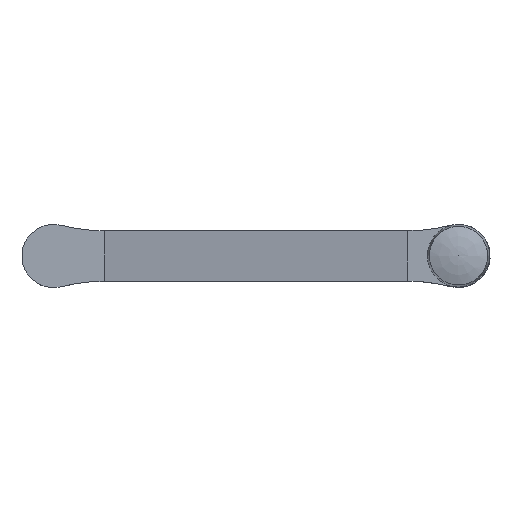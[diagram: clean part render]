
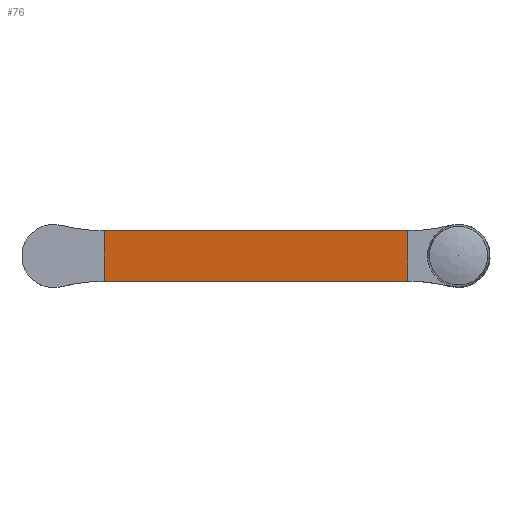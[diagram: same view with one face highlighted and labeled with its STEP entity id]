
A CAD part, top view. The second image highlights one B-rep face of the part: STEP entity #76.
In plain terms, the highlighted planar face has unit normal (-0.164, 0, 0.986).
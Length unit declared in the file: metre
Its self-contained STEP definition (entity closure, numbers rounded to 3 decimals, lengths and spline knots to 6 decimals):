
#76 = ADVANCED_FACE( '', ( #155 ), #156, .T. );
#155 = FACE_OUTER_BOUND( '', #263, .T. );
#156 = PLANE( '', #264 );
#263 = EDGE_LOOP( '', ( #390, #391, #392, #393 ) );
#264 = AXIS2_PLACEMENT_3D( '', #394, #395, #396 );
#390 = ORIENTED_EDGE( '', *, *, #462, .T. );
#391 = ORIENTED_EDGE( '', *, *, #429, .T. );
#392 = ORIENTED_EDGE( '', *, *, #456, .F. );
#393 = ORIENTED_EDGE( '', *, *, #472, .F. );
#394 = CARTESIAN_POINT( '', ( 0.606228, -3.368237, 0.135102 ) );
#395 = DIRECTION( '', ( -0.164, 0., 0.986 ) );
#396 = DIRECTION( '', ( 0.986, 0., 0.164 ) );
#429 = EDGE_CURVE( '', #490, #487, #491, .T. );
#456 = EDGE_CURVE( '', #529, #487, #530, .T. );
#462 = EDGE_CURVE( '', #496, #490, #536, .T. );
#472 = EDGE_CURVE( '', #496, #529, #548, .T. );
#487 = VERTEX_POINT( '', #564 );
#490 = VERTEX_POINT( '', #567 );
#491 = LINE( '', #568, #569 );
#496 = VERTEX_POINT( '', #574 );
#529 = VERTEX_POINT( '', #613 );
#530 = LINE( '', #614, #615 );
#536 = LINE( '', #625, #626 );
#548 = LINE( '', #639, #640 );
#564 = CARTESIAN_POINT( '', ( 0.453828, -3.380937, 0.109702 ) );
#567 = CARTESIAN_POINT( '', ( 0.453828, -3.355537, 0.109702 ) );
#568 = CARTESIAN_POINT( '', ( 0.453828, -3.368237, 0.109702 ) );
#569 = VECTOR( '', #658, 1. );
#574 = CARTESIAN_POINT( '', ( 0.606228, -3.355537, 0.135102 ) );
#613 = CARTESIAN_POINT( '', ( 0.606228, -3.380937, 0.135102 ) );
#614 = CARTESIAN_POINT( '', ( 0.606228, -3.380937, 0.135102 ) );
#615 = VECTOR( '', #698, 1. );
#625 = CARTESIAN_POINT( '', ( 0.606228, -3.355537, 0.135102 ) );
#626 = VECTOR( '', #703, 1. );
#639 = CARTESIAN_POINT( '', ( 0.606228, -3.368237, 0.135102 ) );
#640 = VECTOR( '', #711, 1. );
#658 = DIRECTION( '', ( 0., -1., 0. ) );
#698 = DIRECTION( '', ( -0.986, 0., -0.164 ) );
#703 = DIRECTION( '', ( -0.986, 0., -0.164 ) );
#711 = DIRECTION( '', ( 0., -1., 0. ) );
